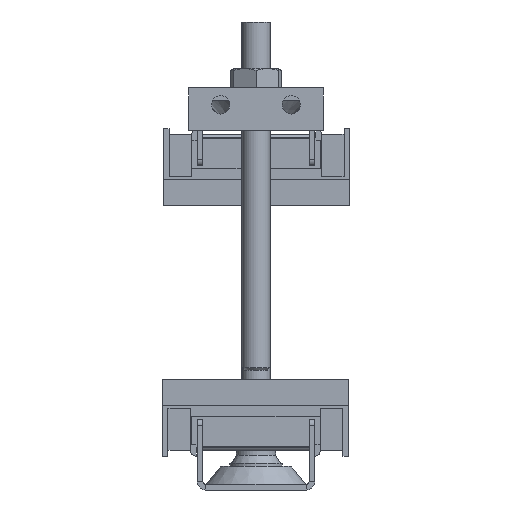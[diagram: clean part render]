
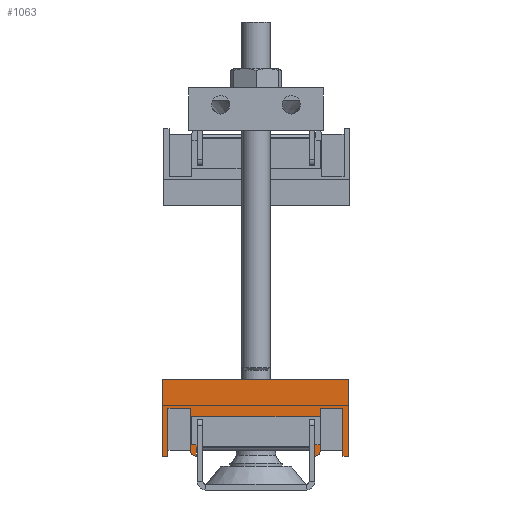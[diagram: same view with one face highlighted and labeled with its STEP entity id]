
A CAD part, front view. The second image highlights one B-rep face of the part: STEP entity #1063.
In plain terms, the highlighted planar face has unit normal (0, -1, 0).
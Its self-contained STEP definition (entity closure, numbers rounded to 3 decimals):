
#1063=ADVANCED_FACE('',(#3126),#3127,.F.);
#3126=FACE_OUTER_BOUND('',#5596,.T.);
#3127=PLANE('',#5597);
#5596=EDGE_LOOP('',(#13090,#13091,#13092,#13093,#13094,#13095,#13096,#13097,#13098,#13099,#13100,#13101,#13102,#13103,#13104,#13105));
#5597=AXIS2_PLACEMENT_3D('',#13106,#13107,#13108);
#13090=ORIENTED_EDGE('',*,*,#18556,.F.);
#13091=ORIENTED_EDGE('',*,*,#18557,.T.);
#13092=ORIENTED_EDGE('',*,*,#18558,.T.);
#13093=ORIENTED_EDGE('',*,*,#18559,.F.);
#13094=ORIENTED_EDGE('',*,*,#18560,.F.);
#13095=ORIENTED_EDGE('',*,*,#18561,.T.);
#13096=ORIENTED_EDGE('',*,*,#18562,.T.);
#13097=ORIENTED_EDGE('',*,*,#18563,.T.);
#13098=ORIENTED_EDGE('',*,*,#18564,.T.);
#13099=ORIENTED_EDGE('',*,*,#18565,.T.);
#13100=ORIENTED_EDGE('',*,*,#18566,.T.);
#13101=ORIENTED_EDGE('',*,*,#18567,.T.);
#13102=ORIENTED_EDGE('',*,*,#18568,.T.);
#13103=ORIENTED_EDGE('',*,*,#18569,.T.);
#13104=ORIENTED_EDGE('',*,*,#18570,.T.);
#13105=ORIENTED_EDGE('',*,*,#18571,.F.);
#13106=CARTESIAN_POINT('',(-21.458,-107.281,-77.885));
#13107=DIRECTION('',(0.,1.0,0.));
#13108=DIRECTION('',(-1.0,0.,0.));
#18556=EDGE_CURVE('',#23168,#23169,#23170,.T.);
#18557=EDGE_CURVE('',#23168,#23171,#23172,.T.);
#18558=EDGE_CURVE('',#23171,#23173,#23174,.T.);
#18559=EDGE_CURVE('',#23175,#23173,#23176,.T.);
#18560=EDGE_CURVE('',#23177,#23175,#23178,.T.);
#18561=EDGE_CURVE('',#23177,#23179,#23180,.T.);
#18562=EDGE_CURVE('',#23179,#23181,#23182,.T.);
#18563=EDGE_CURVE('',#23181,#23183,#23184,.T.);
#18564=EDGE_CURVE('',#23183,#23185,#23186,.T.);
#18565=EDGE_CURVE('',#23185,#23187,#23188,.T.);
#18566=EDGE_CURVE('',#23187,#23189,#23190,.T.);
#18567=EDGE_CURVE('',#23189,#23191,#23192,.T.);
#18568=EDGE_CURVE('',#23191,#23193,#23194,.T.);
#18569=EDGE_CURVE('',#23193,#23195,#23196,.T.);
#18570=EDGE_CURVE('',#23195,#23197,#23198,.T.);
#18571=EDGE_CURVE('',#23169,#23197,#23199,.T.);
#23168=VERTEX_POINT('',#30468);
#23169=VERTEX_POINT('',#30469);
#23170=LINE('',#30470,#30471);
#23171=VERTEX_POINT('',#30472);
#23172=LINE('',#30473,#30474);
#23173=VERTEX_POINT('',#30475);
#23174=LINE('',#30476,#30477);
#23175=VERTEX_POINT('',#30478);
#23176=LINE('',#30479,#30480);
#23177=VERTEX_POINT('',#30481);
#23178=LINE('',#30482,#30483);
#23179=VERTEX_POINT('',#30484);
#23180=LINE('',#30485,#30486);
#23181=VERTEX_POINT('',#30487);
#23182=LINE('',#30488,#30489);
#23183=VERTEX_POINT('',#30490);
#23184=LINE('',#30491,#30492);
#23185=VERTEX_POINT('',#30493);
#23186=LINE('',#30494,#30495);
#23187=VERTEX_POINT('',#30496);
#23188=LINE('',#30497,#30498);
#23189=VERTEX_POINT('',#30499);
#23190=CIRCLE('',#30500,2.0);
#23191=VERTEX_POINT('',#30501);
#23192=LINE('',#30502,#30503);
#23193=VERTEX_POINT('',#30504);
#23194=LINE('',#30505,#30506);
#23195=VERTEX_POINT('',#30507);
#23196=LINE('',#30508,#30509);
#23197=VERTEX_POINT('',#30510);
#23198=CIRCLE('',#30511,2.0);
#23199=LINE('',#30512,#30513);
#30468=CARTESIAN_POINT('',(-23.458,-107.281,-87.885));
#30469=CARTESIAN_POINT('',(-31.458,-107.281,-87.885));
#30470=CARTESIAN_POINT('',(-23.458,-107.281,-87.885));
#30471=VECTOR('',#35944,1000.0);
#30472=CARTESIAN_POINT('',(-23.458,-107.281,-104.885));
#30473=CARTESIAN_POINT('',(-23.458,-107.281,-102.885));
#30474=VECTOR('',#35945,1000.0);
#30475=CARTESIAN_POINT('',(-21.458,-107.281,-104.885));
#30476=CARTESIAN_POINT('',(-21.458,-107.281,-104.885));
#30477=VECTOR('',#35946,1000.0);
#30478=CARTESIAN_POINT('',(-21.458,-107.281,-77.885));
#30479=CARTESIAN_POINT('',(-21.458,-107.281,-77.885));
#30480=VECTOR('',#35947,1000.0);
#30481=CARTESIAN_POINT('',(-87.458,-107.281,-77.885));
#30482=CARTESIAN_POINT('',(-21.458,-107.281,-77.885));
#30483=VECTOR('',#35948,1000.0);
#30484=CARTESIAN_POINT('',(-87.458,-107.281,-104.885));
#30485=CARTESIAN_POINT('',(-87.458,-107.281,-77.885));
#30486=VECTOR('',#35949,1000.0);
#30487=CARTESIAN_POINT('',(-85.458,-107.281,-104.885));
#30488=CARTESIAN_POINT('',(-21.458,-107.281,-104.885));
#30489=VECTOR('',#35950,1000.0);
#30490=CARTESIAN_POINT('',(-85.458,-107.281,-87.885));
#30491=CARTESIAN_POINT('',(-85.458,-107.281,-102.885));
#30492=VECTOR('',#35951,1000.0);
#30493=CARTESIAN_POINT('',(-77.458,-107.281,-87.885));
#30494=CARTESIAN_POINT('',(-85.458,-107.281,-87.885));
#30495=VECTOR('',#35952,1000.0);
#30496=CARTESIAN_POINT('',(-77.458,-107.281,-102.885));
#30497=CARTESIAN_POINT('',(-77.458,-107.281,-87.885));
#30498=VECTOR('',#35953,1000.0);
#30499=CARTESIAN_POINT('',(-75.458,-107.281,-104.885));
#30500=AXIS2_PLACEMENT_3D('',#35954,#35955,#35956);
#30501=CARTESIAN_POINT('',(-75.458,-107.281,-101.885));
#30502=CARTESIAN_POINT('',(-75.458,-107.281,-101.885));
#30503=VECTOR('',#35957,1000.0);
#30504=CARTESIAN_POINT('',(-33.458,-107.281,-101.885));
#30505=CARTESIAN_POINT('',(-33.458,-107.281,-101.885));
#30506=VECTOR('',#35958,1000.0);
#30507=CARTESIAN_POINT('',(-33.458,-107.281,-104.885));
#30508=CARTESIAN_POINT('',(-33.458,-107.281,-101.885));
#30509=VECTOR('',#35959,1000.0);
#30510=CARTESIAN_POINT('',(-31.458,-107.281,-102.885));
#30511=AXIS2_PLACEMENT_3D('',#35960,#35961,#35962);
#30512=CARTESIAN_POINT('',(-31.458,-107.281,-87.885));
#30513=VECTOR('',#35963,1000.0);
#35944=DIRECTION('',(-1.0,0.,0.));
#35945=DIRECTION('',(0.,0.,-1.0));
#35946=DIRECTION('',(1.0,0.,0.));
#35947=DIRECTION('',(0.,0.,-1.0));
#35948=DIRECTION('',(1.0,0.,0.));
#35949=DIRECTION('',(0.,0.,-1.0));
#35950=DIRECTION('',(1.0,0.,0.));
#35951=DIRECTION('',(0.,0.,1.0));
#35952=DIRECTION('',(1.0,0.,0.));
#35953=DIRECTION('',(0.,0.,-1.0));
#35954=CARTESIAN_POINT('',(-75.458,-107.281,-102.885));
#35955=DIRECTION('',(0.,-1.0,0.));
#35956=DIRECTION('',(-1.0,0.,0.));
#35957=DIRECTION('',(0.,0.,1.0));
#35958=DIRECTION('',(1.0,0.,0.));
#35959=DIRECTION('',(0.,0.,-1.0));
#35960=CARTESIAN_POINT('',(-33.458,-107.281,-102.885));
#35961=DIRECTION('',(0.,-1.0,0.));
#35962=DIRECTION('',(-1.0,0.,0.));
#35963=DIRECTION('',(0.,0.,-1.0));
